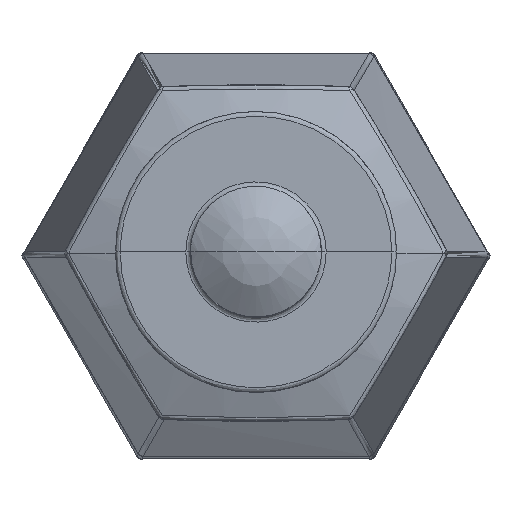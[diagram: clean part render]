
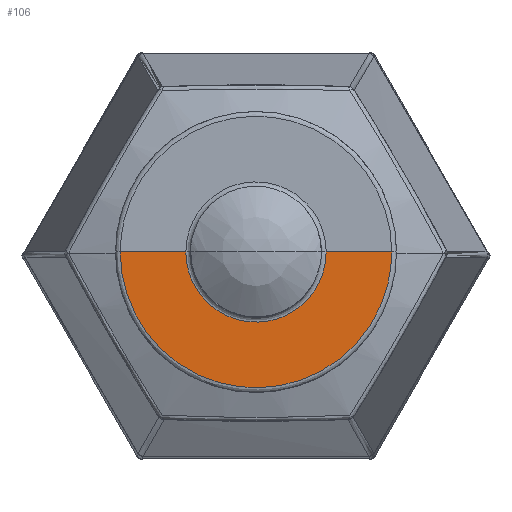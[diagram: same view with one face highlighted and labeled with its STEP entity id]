
A CAD part, top view. The second image highlights one B-rep face of the part: STEP entity #106.
In plain terms, the highlighted free-form (B-spline) face has degree [1, 2] with [2, 5] control points.
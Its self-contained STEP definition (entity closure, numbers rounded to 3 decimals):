
#106=ADVANCED_FACE('',(#204),#1293,.T.);
#204=FACE_OUTER_BOUND('',#302,.T.);
#302=EDGE_LOOP('',(#676,#677,#678,#679));
#676=ORIENTED_EDGE('',*,*,#894,.T.);
#677=ORIENTED_EDGE('',*,*,#895,.T.);
#678=ORIENTED_EDGE('',*,*,#713,.F.);
#679=ORIENTED_EDGE('',*,*,#719,.T.);
#713=EDGE_CURVE('',#1111,#1110,#908,.T.);
#719=EDGE_CURVE('',#1111,#1204,#938,.T.);
#894=EDGE_CURVE('',#1204,#1205,#927,.T.);
#895=EDGE_CURVE('',#1205,#1110,#1096,.T.);
#908=B_SPLINE_CURVE_WITH_KNOTS('',1,(#3494,#3495),.UNSPECIFIED.,.F.,.F.,
(2,2),(31.136,38.022),.UNSPECIFIED.);
#927=B_SPLINE_CURVE_WITH_KNOTS('',1,(#4862,#4863),.UNSPECIFIED.,.F.,.F.,
(2,2),(31.136,38.022),.UNSPECIFIED.);
#938=(
BOUNDED_CURVE()
B_SPLINE_CURVE(3,(#3518,#3519,#3520,#3521,#3522,#3523,#3524,#3525,#3526,
#3527,#3528,#3529,#3530,#3531,#3532,#3533,#3534,#3535,#3536,#3537,#3538,
#3539,#3540,#3541,#3542),.UNSPECIFIED.,.F.,.F.)
B_SPLINE_CURVE_WITH_KNOTS((4,3,3,3,3,3,3,3,4),(0.,2.772,5.775,
8.778,11.55,14.321,17.324,20.327,
23.099),.UNSPECIFIED.)
CURVE()
GEOMETRIC_REPRESENTATION_ITEM()
RATIONAL_B_SPLINE_CURVE((1.,1.,1.,1.,1.,1.,1.,1.,1.,1.,1.,
1.,1.,1.,1.,1.,1.,1.,1.,1.,1.,1.,1.,1.,1.))
REPRESENTATION_ITEM('')
);
#1096=(
BOUNDED_CURVE()
B_SPLINE_CURVE(2,(#4864,#4865,#4866,#4867,#4868),.UNSPECIFIED.,.F.,.F.)
B_SPLINE_CURVE_WITH_KNOTS((3,2,3),(44.733,67.1,89.466),
 .UNSPECIFIED.)
CURVE()
GEOMETRIC_REPRESENTATION_ITEM()
RATIONAL_B_SPLINE_CURVE((1.,0.707,1.,0.707,1.))
REPRESENTATION_ITEM('')
);
#1110=VERTEX_POINT('',#3339);
#1111=VERTEX_POINT('',#3340);
#1204=VERTEX_POINT('',#3433);
#1205=VERTEX_POINT('',#3434);
#1293=(
BOUNDED_SURFACE()
B_SPLINE_SURFACE(1,2,((#3140,#3141,#3142,#3143,#3144),(#3145,#3146,#3147,
#3148,#3149)),.UNSPECIFIED.,.F.,.F.,.F.)
B_SPLINE_SURFACE_WITH_KNOTS((2,2),(3,2,3),(30.636,38.548),
(69.103,103.655,138.207),.UNSPECIFIED.)
GEOMETRIC_REPRESENTATION_ITEM()
RATIONAL_B_SPLINE_SURFACE(((1.,0.707,1.,0.707,1.),
(1.,0.707,1.,0.707,1.)))
REPRESENTATION_ITEM('')
SURFACE()
);
#3140=CARTESIAN_POINT('',(-2.198,0.,80.376));
#3141=CARTESIAN_POINT('',(-2.198,-2.198,80.376));
#3142=CARTESIAN_POINT('',(0.,-2.198,80.376));
#3143=CARTESIAN_POINT('',(2.198,-2.198,80.376));
#3144=CARTESIAN_POINT('',(2.198,0.,80.376));
#3145=CARTESIAN_POINT('',(-4.736,0.,80.376));
#3146=CARTESIAN_POINT('',(-4.736,-4.736,80.376));
#3147=CARTESIAN_POINT('',(0.,-4.736,80.376));
#3148=CARTESIAN_POINT('',(4.736,-4.736,80.376));
#3149=CARTESIAN_POINT('',(4.736,0.,80.376));
#3339=CARTESIAN_POINT('',(4.567,0.,80.376));
#3340=CARTESIAN_POINT('',(2.358,0.,80.376));
#3433=CARTESIAN_POINT('',(-2.358,0.,80.376));
#3434=CARTESIAN_POINT('',(-4.567,0.,80.376));
#3494=CARTESIAN_POINT('',(2.358,0.,80.376));
#3495=CARTESIAN_POINT('',(4.567,0.,80.376));
#3518=CARTESIAN_POINT('',(2.358,0.,80.376));
#3519=CARTESIAN_POINT('',(2.358,-0.296,80.376));
#3520=CARTESIAN_POINT('',(2.302,-0.593,80.376));
#3521=CARTESIAN_POINT('',(2.193,-0.868,80.376));
#3522=CARTESIAN_POINT('',(2.075,-1.167,80.376));
#3523=CARTESIAN_POINT('',(1.895,-1.441,80.376));
#3524=CARTESIAN_POINT('',(1.668,-1.668,80.376));
#3525=CARTESIAN_POINT('',(1.441,-1.895,80.376));
#3526=CARTESIAN_POINT('',(1.167,-2.075,80.376));
#3527=CARTESIAN_POINT('',(0.868,-2.193,80.376));
#3528=CARTESIAN_POINT('',(0.593,-2.302,80.376));
#3529=CARTESIAN_POINT('',(0.296,-2.358,80.376));
#3530=CARTESIAN_POINT('',(0.,-2.358,80.376));
#3531=CARTESIAN_POINT('',(-0.296,-2.358,80.376));
#3532=CARTESIAN_POINT('',(-0.593,-2.302,80.376));
#3533=CARTESIAN_POINT('',(-0.868,-2.193,80.376));
#3534=CARTESIAN_POINT('',(-1.167,-2.075,80.376));
#3535=CARTESIAN_POINT('',(-1.441,-1.895,80.376));
#3536=CARTESIAN_POINT('',(-1.668,-1.668,80.376));
#3537=CARTESIAN_POINT('',(-1.895,-1.441,80.376));
#3538=CARTESIAN_POINT('',(-2.075,-1.167,80.376));
#3539=CARTESIAN_POINT('',(-2.193,-0.868,80.376));
#3540=CARTESIAN_POINT('',(-2.302,-0.593,80.376));
#3541=CARTESIAN_POINT('',(-2.358,-0.296,80.376));
#3542=CARTESIAN_POINT('',(-2.358,0.,80.376));
#4862=CARTESIAN_POINT('',(-2.358,0.,80.376));
#4863=CARTESIAN_POINT('',(-4.567,0.,80.376));
#4864=CARTESIAN_POINT('',(-4.567,0.,80.376));
#4865=CARTESIAN_POINT('',(-4.567,-4.567,80.376));
#4866=CARTESIAN_POINT('',(0.,-4.567,80.376));
#4867=CARTESIAN_POINT('',(4.567,-4.567,80.376));
#4868=CARTESIAN_POINT('',(4.567,0.,80.376));
